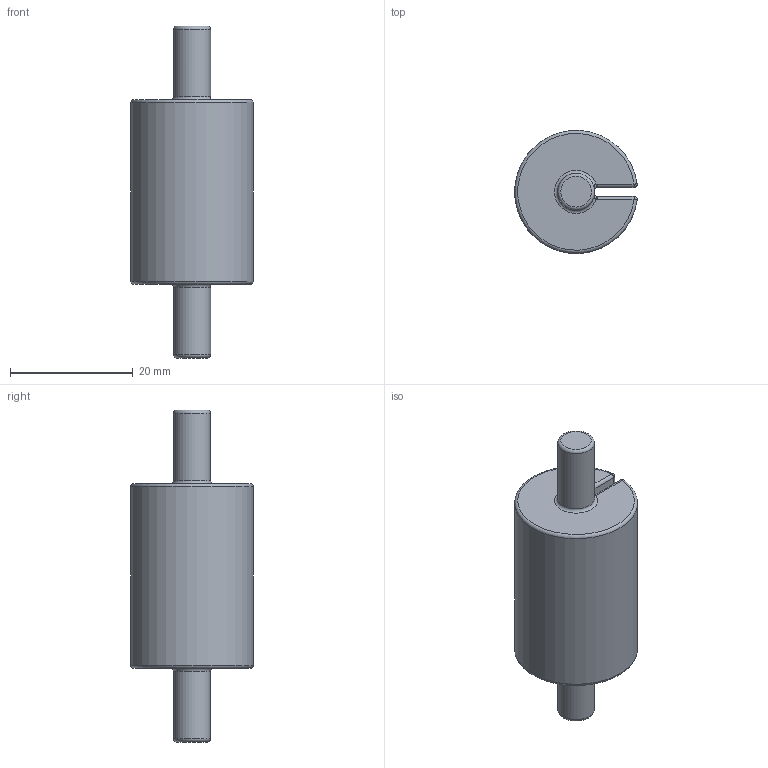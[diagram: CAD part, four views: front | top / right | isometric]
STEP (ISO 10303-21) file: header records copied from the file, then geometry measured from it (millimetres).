
FILE_DESCRIPTION(/* description */ (''),/* implementation_level */ '2;1');
FILE_NAME(/* name */ 'Plomb 30mm.step',/* time_stamp */ '2020-04-19T10:29:32+02:00',/* author */ (''),/* organization */ (''),/* preprocessor_version */ 'ST-DEVELOPER v18.1',/* originating_system */ 'Autodesk Translation Framework v9.2.0.1227',/* authorisation */ '');
FILE_SCHEMA (('AUTOMOTIVE_DESIGN { 1 0 10303 214 3 1 1 }'));
Length unit declared in the file: millimetre
Products named in the file (1): Plomb 30mm
Bounding box: 19.88 x 19.96 x 54 mm (x, y, z)
Volume: 9778.4 mm3; surface area: 3289.4 mm2
Topology: 1 solids, 1 shells, 34 faces, 74 edges, 43 vertices
Faces by surface type: cylinder 10, torus 10, plane 6, bspline 4, sphere 4
Full cylindrical faces by diameter (mm): 6 x1
Entity records: 1282 total; most frequent: CARTESIAN_POINT 506, DIRECTION 169, ORIENTED_EDGE 148, AXIS2_PLACEMENT_3D 76, EDGE_CURVE 74, CIRCLE 45, VERTEX_POINT 43, EDGE_LOOP 35
